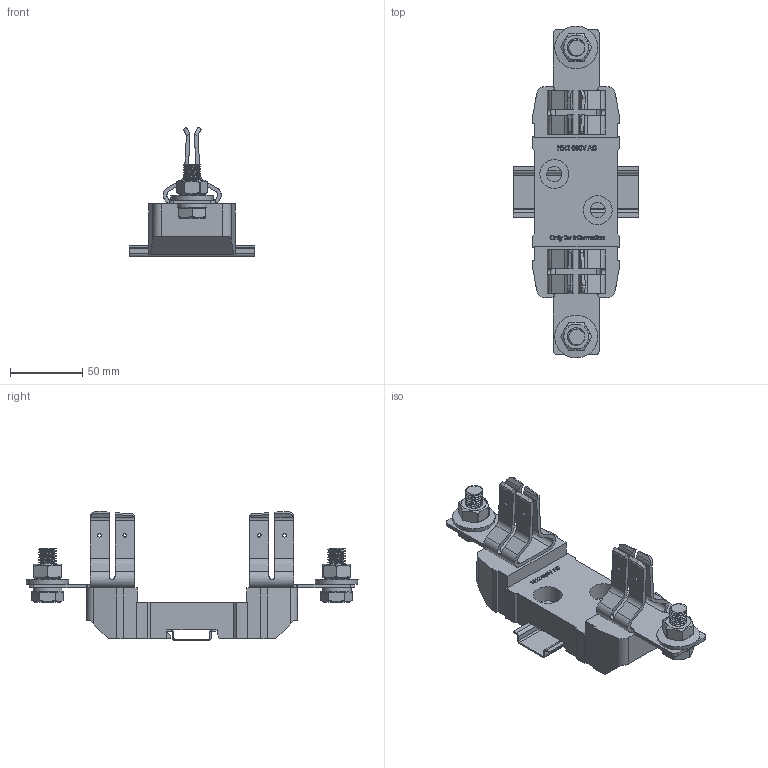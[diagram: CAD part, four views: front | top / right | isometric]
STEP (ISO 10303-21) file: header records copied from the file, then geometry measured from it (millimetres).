
FILE_DESCRIPTION(/* description */ (''),/* implementation_level */ '2;1');
FILE_NAME(/* name */ '3D_NH2_690V_AC_FUSEHOLDER_SAMPLE_REDUX.stp',/* time_stamp */ '2016-07-06T16:42:03+02:00',/* author */ (''),/* organization */ (''),/* preprocessor_version */ 'ST-DEVELOPER v15',/* originating_system */ 'SIEMENS PLM Software NX 8.5',/* authorisation */ '');
FILE_SCHEMA (('CONFIG_CONTROL_DESIGN'));
Length unit declared in the file: millimetre
Products named in the file (1): 3D_NH2_690V_AC_FUSEHOLDER_SAMPLE_REDUX
Bounding box: 87 x 229.69 x 89.48 mm (x, y, z)
Volume: 266319.8 mm3; surface area: 65609.2 mm2
Topology: 1 solids, 1 shells, 717 faces, 1851 edges, 1164 vertices
Faces by surface type: plane 391, cylinder 130, extrusion 92, sphere 48, bspline 40, cone 10, torus 6
Full cylindrical faces by diameter (mm): 2.5 x8, 10.5 x2, 20 x2, 20.504 x2
Entity records: 30374 total; most frequent: CARTESIAN_POINT 13861, ORIENTED_EDGE 3564, DIRECTION 3012, EDGE_CURVE 1782, VERTEX_POINT 1140, VECTOR 1042, AXIS2_PLACEMENT_3D 985, LINE 950
